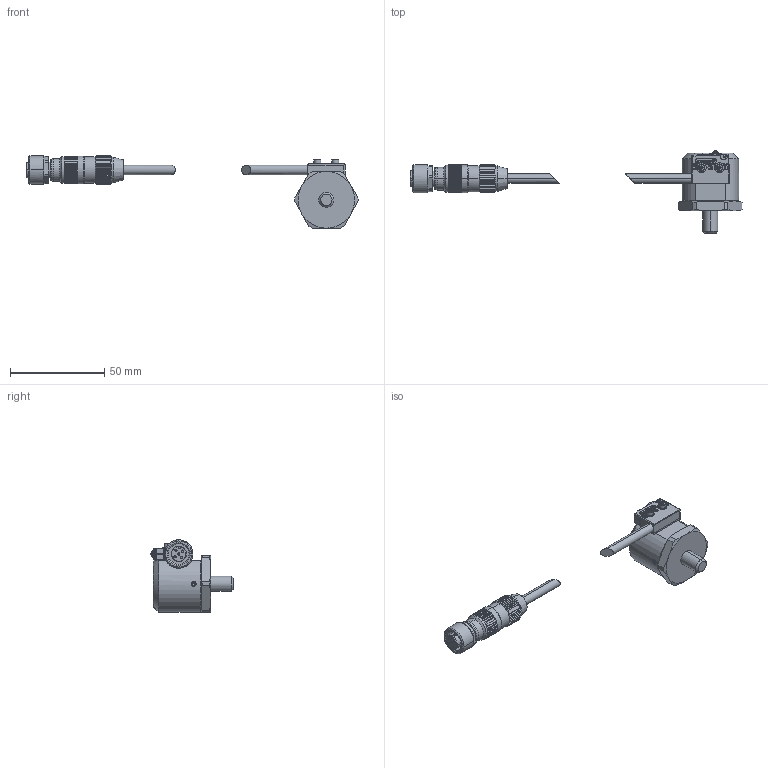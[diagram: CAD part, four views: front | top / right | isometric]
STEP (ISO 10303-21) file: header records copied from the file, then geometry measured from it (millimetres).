
FILE_DESCRIPTION(('STEP AP214'),'1');
FILE_NAME('HALDERN_EH_22810_0008.stp','2020-02-28T09:45:27',('TraceParts'),('TraceParts S.A.'),'Spatial InterOp 3D',' ',' ');
FILE_SCHEMA(('AUTOMOTIVE_DESIGN { 1 0 10303 214 1 1 1 1 }'));
Length unit declared in the file: millimetre
Products named in the file (1): HALDERN_EH_22810_0008_1
Bounding box: 175.91 x 43.75 x 38.33 mm (x, y, z)
Volume: 27709.5 mm3; surface area: 15668.3 mm2
Topology: 15 solids, 15 shells, 1572 faces, 4194 edges, 2688 vertices
Faces by surface type: plane 903, cylinder 403, cone 150, bspline 59, torus 34, sphere 23
Entity records: 65051 total; most frequent: CARTESIAN_POINT 15722, ORIENTED_EDGE 8250, DIRECTION 6689, EDGE_CURVE 4125, VERTEX_POINT 2660, LINE 2273, VECTOR 2273, AXIS2_PLACEMENT_3D 2208
